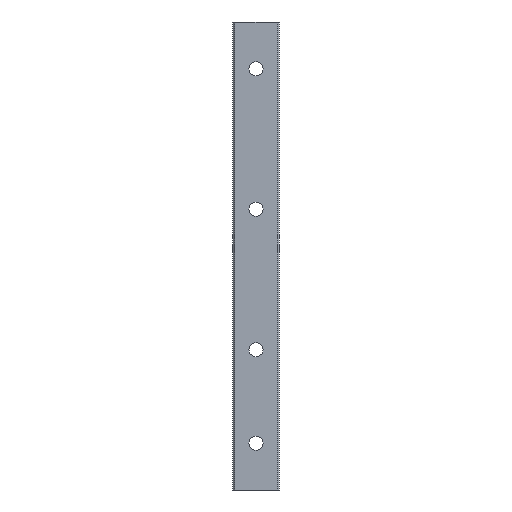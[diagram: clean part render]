
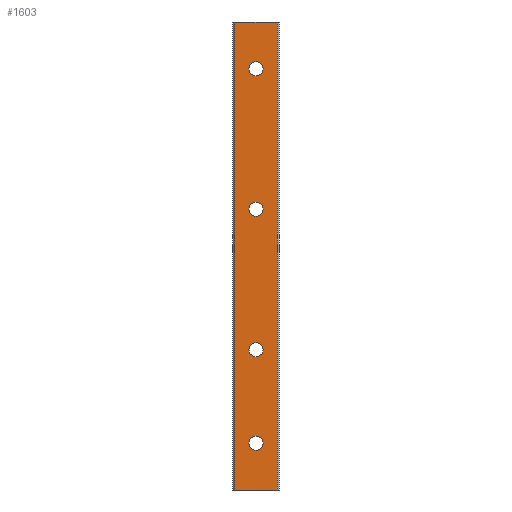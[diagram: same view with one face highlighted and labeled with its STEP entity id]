
A CAD part, front view. The second image highlights one B-rep face of the part: STEP entity #1603.
In plain terms, the highlighted planar face has unit normal (0, -1, 0).
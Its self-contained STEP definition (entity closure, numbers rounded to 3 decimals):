
#48 = EDGE_LOOP ( 'NONE', ( #1837, #1575 ) ) ;
#60 = DIRECTION ( 'NONE',  ( 0., 1., 0. ) ) ;
#63 = FACE_BOUND ( 'NONE', #2008, .T. ) ;
#110 = CIRCLE ( 'NONE', #1826, 3. ) ;
#132 = VECTOR ( 'NONE', #1375, 1000. ) ;
#136 = DIRECTION ( 'NONE',  ( 0., 1., 0. ) ) ;
#161 = DIRECTION ( 'NONE',  ( 0., 0., 1. ) ) ;
#176 = DIRECTION ( 'NONE',  ( 0., 1., 0. ) ) ;
#189 = CARTESIAN_POINT ( 'NONE',  ( 0., -14., -80. ) ) ;
#209 = CARTESIAN_POINT ( 'NONE',  ( 0., -14., 20. ) ) ;
#218 = ORIENTED_EDGE ( 'NONE', *, *, #584, .T. ) ;
#259 = DIRECTION ( 'NONE',  ( 1., 0., 0. ) ) ;
#295 = CARTESIAN_POINT ( 'NONE',  ( 9., -14., 100. ) ) ;
#307 = LINE ( 'NONE', #295, #1510 ) ;
#311 = LINE ( 'NONE', #1438, #692 ) ;
#327 = CARTESIAN_POINT ( 'NONE',  ( 0., -14., 80. ) ) ;
#360 = CARTESIAN_POINT ( 'NONE',  ( 0., -14., -40. ) ) ;
#370 = DIRECTION ( 'NONE',  ( 0., 0., 1. ) ) ;
#416 = FACE_BOUND ( 'NONE', #581, .T. ) ;
#457 = CARTESIAN_POINT ( 'NONE',  ( 0., -14., 23. ) ) ;
#507 = CARTESIAN_POINT ( 'NONE',  ( 0., -14., -77. ) ) ;
#517 = PLANE ( 'NONE',  #1515 ) ;
#518 = DIRECTION ( 'NONE',  ( 0., 1., 0. ) ) ;
#526 = EDGE_CURVE ( 'NONE', #1686, #1421, #1977, .T. ) ;
#540 = EDGE_CURVE ( 'NONE', #1834, #1608, #110, .T. ) ;
#550 = ORIENTED_EDGE ( 'NONE', *, *, #1169, .T. ) ;
#581 = EDGE_LOOP ( 'NONE', ( #942, #218 ) ) ;
#584 = EDGE_CURVE ( 'NONE', #1207, #2004, #619, .T. ) ;
#619 = CIRCLE ( 'NONE', #923, 3. ) ;
#652 = AXIS2_PLACEMENT_3D ( 'NONE', #1295, #1800, #2119 ) ;
#684 = CARTESIAN_POINT ( 'NONE',  ( -9., -14., 100. ) ) ;
#692 = VECTOR ( 'NONE', #259, 1000. ) ;
#703 = DIRECTION ( 'NONE',  ( 0., 1., 0. ) ) ;
#739 = AXIS2_PLACEMENT_3D ( 'NONE', #996, #176, #161 ) ;
#784 = CARTESIAN_POINT ( 'NONE',  ( -9., -14., 100. ) ) ;
#799 = DIRECTION ( 'NONE',  ( 0., 0., -1. ) ) ;
#829 = AXIS2_PLACEMENT_3D ( 'NONE', #327, #136, #1481 ) ;
#843 = DIRECTION ( 'NONE',  ( 0., 0., 1. ) ) ;
#845 = CIRCLE ( 'NONE', #1587, 3. ) ;
#849 = CARTESIAN_POINT ( 'NONE',  ( 0., -14., 20. ) ) ;
#861 = ORIENTED_EDGE ( 'NONE', *, *, #526, .T. ) ;
#872 = DIRECTION ( 'NONE',  ( 0., 1., 0. ) ) ;
#873 = CARTESIAN_POINT ( 'NONE',  ( 0., -14., -83. ) ) ;
#876 = CARTESIAN_POINT ( 'NONE',  ( -9., -14., -100. ) ) ;
#878 = CIRCLE ( 'NONE', #1969, 3. ) ;
#884 = ORIENTED_EDGE ( 'NONE', *, *, #1974, .F. ) ;
#890 = ORIENTED_EDGE ( 'NONE', *, *, #1852, .F. ) ;
#922 = ORIENTED_EDGE ( 'NONE', *, *, #1636, .T. ) ;
#923 = AXIS2_PLACEMENT_3D ( 'NONE', #189, #518, #370 ) ;
#939 = DIRECTION ( 'NONE',  ( 0., 0., -1. ) ) ;
#942 = ORIENTED_EDGE ( 'NONE', *, *, #1910, .T. ) ;
#944 = VERTEX_POINT ( 'NONE', #1264 ) ;
#976 = CARTESIAN_POINT ( 'NONE',  ( 0., -14., 83. ) ) ;
#978 = FACE_OUTER_BOUND ( 'NONE', #2006, .T. ) ;
#996 = CARTESIAN_POINT ( 'NONE',  ( 0., -14., -40. ) ) ;
#1019 = VERTEX_POINT ( 'NONE', #784 ) ;
#1025 = DIRECTION ( 'NONE',  ( 0., 0., 1. ) ) ;
#1067 = ORIENTED_EDGE ( 'NONE', *, *, #1822, .T. ) ;
#1169 = EDGE_CURVE ( 'NONE', #1421, #1686, #878, .T. ) ;
#1188 = CIRCLE ( 'NONE', #652, 3. ) ;
#1190 = DIRECTION ( 'NONE',  ( 0., 0., 1. ) ) ;
#1193 = DIRECTION ( 'NONE',  ( 0., 1., 0. ) ) ;
#1199 = CARTESIAN_POINT ( 'NONE',  ( 0., -14., 80. ) ) ;
#1207 = VERTEX_POINT ( 'NONE', #873 ) ;
#1264 = CARTESIAN_POINT ( 'NONE',  ( 9., -14., -100. ) ) ;
#1287 = CIRCLE ( 'NONE', #2123, 3. ) ;
#1295 = CARTESIAN_POINT ( 'NONE',  ( 0., -14., -80. ) ) ;
#1308 = CARTESIAN_POINT ( 'NONE',  ( 9., -14., 100. ) ) ;
#1344 = CARTESIAN_POINT ( 'NONE',  ( 0., -14., 17. ) ) ;
#1355 = CARTESIAN_POINT ( 'NONE',  ( 0., -14., 77. ) ) ;
#1371 = CARTESIAN_POINT ( 'NONE',  ( -9., -14., -100. ) ) ;
#1375 = DIRECTION ( 'NONE',  ( 1., 0., 0. ) ) ;
#1421 = VERTEX_POINT ( 'NONE', #1749 ) ;
#1438 = CARTESIAN_POINT ( 'NONE',  ( -9., -14., 100. ) ) ;
#1481 = DIRECTION ( 'NONE',  ( 0., 0., 1. ) ) ;
#1510 = VECTOR ( 'NONE', #799, 1000. ) ;
#1515 = AXIS2_PLACEMENT_3D ( 'NONE', #684, #703, #2013 ) ;
#1539 = VECTOR ( 'NONE', #939, 1000. ) ;
#1552 = VERTEX_POINT ( 'NONE', #1308 ) ;
#1575 = ORIENTED_EDGE ( 'NONE', *, *, #1915, .T. ) ;
#1584 = EDGE_CURVE ( 'NONE', #1608, #1834, #845, .T. ) ;
#1587 = AXIS2_PLACEMENT_3D ( 'NONE', #849, #2026, #2035 ) ;
#1603 = ADVANCED_FACE ( 'NONE', ( #63, #416, #1795, #978, #1870 ), #517, .F. ) ;
#1608 = VERTEX_POINT ( 'NONE', #1344 ) ;
#1636 = EDGE_CURVE ( 'NONE', #1656, #944, #2070, .T. ) ;
#1656 = VERTEX_POINT ( 'NONE', #1371 ) ;
#1657 = VERTEX_POINT ( 'NONE', #1355 ) ;
#1686 = VERTEX_POINT ( 'NONE', #1904 ) ;
#1724 = ORIENTED_EDGE ( 'NONE', *, *, #540, .T. ) ;
#1749 = CARTESIAN_POINT ( 'NONE',  ( 0., -14., -37. ) ) ;
#1795 = FACE_BOUND ( 'NONE', #48, .T. ) ;
#1800 = DIRECTION ( 'NONE',  ( 0., 1., 0. ) ) ;
#1822 = EDGE_CURVE ( 'NONE', #1019, #1656, #2020, .T. ) ;
#1826 = AXIS2_PLACEMENT_3D ( 'NONE', #209, #1193, #843 ) ;
#1834 = VERTEX_POINT ( 'NONE', #457 ) ;
#1837 = ORIENTED_EDGE ( 'NONE', *, *, #2116, .T. ) ;
#1852 = EDGE_CURVE ( 'NONE', #1019, #1552, #311, .T. ) ;
#1870 = FACE_BOUND ( 'NONE', #1985, .T. ) ;
#1904 = CARTESIAN_POINT ( 'NONE',  ( 0., -14., -43. ) ) ;
#1910 = EDGE_CURVE ( 'NONE', #2004, #1207, #1188, .T. ) ;
#1915 = EDGE_CURVE ( 'NONE', #1657, #1957, #2069, .T. ) ;
#1933 = CARTESIAN_POINT ( 'NONE',  ( -9., -14., 100. ) ) ;
#1941 = ORIENTED_EDGE ( 'NONE', *, *, #1584, .T. ) ;
#1957 = VERTEX_POINT ( 'NONE', #976 ) ;
#1969 = AXIS2_PLACEMENT_3D ( 'NONE', #360, #60, #1190 ) ;
#1974 = EDGE_CURVE ( 'NONE', #1552, #944, #307, .T. ) ;
#1977 = CIRCLE ( 'NONE', #739, 3. ) ;
#1985 = EDGE_LOOP ( 'NONE', ( #550, #861 ) ) ;
#2004 = VERTEX_POINT ( 'NONE', #507 ) ;
#2006 = EDGE_LOOP ( 'NONE', ( #922, #884, #890, #1067 ) ) ;
#2008 = EDGE_LOOP ( 'NONE', ( #1724, #1941 ) ) ;
#2013 = DIRECTION ( 'NONE',  ( 0., 0., 1. ) ) ;
#2020 = LINE ( 'NONE', #1933, #1539 ) ;
#2026 = DIRECTION ( 'NONE',  ( 0., 1., 0. ) ) ;
#2035 = DIRECTION ( 'NONE',  ( 0., 0., 1. ) ) ;
#2069 = CIRCLE ( 'NONE', #829, 3. ) ;
#2070 = LINE ( 'NONE', #876, #132 ) ;
#2116 = EDGE_CURVE ( 'NONE', #1957, #1657, #1287, .T. ) ;
#2119 = DIRECTION ( 'NONE',  ( 0., 0., 1. ) ) ;
#2123 = AXIS2_PLACEMENT_3D ( 'NONE', #1199, #872, #1025 ) ;
